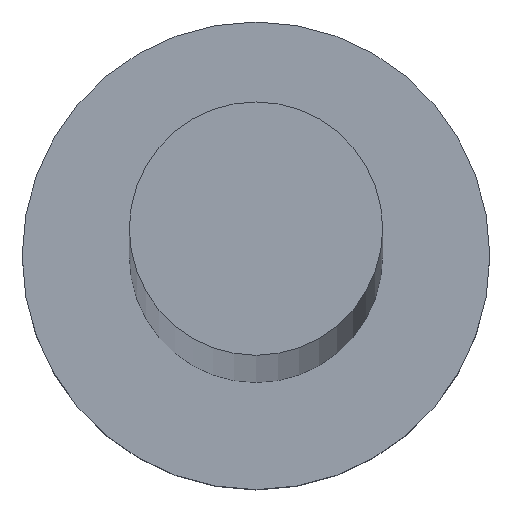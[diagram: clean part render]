
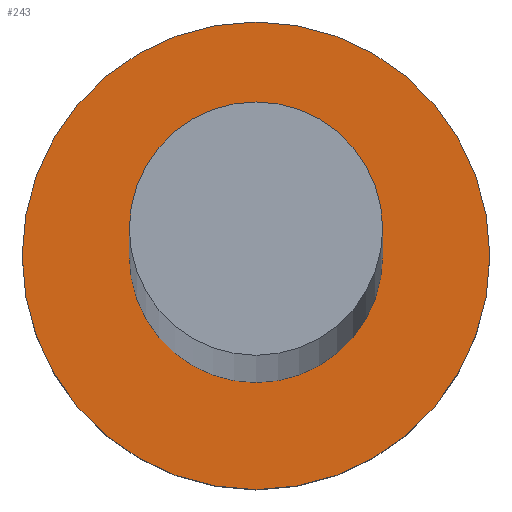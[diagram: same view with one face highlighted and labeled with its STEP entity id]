
A CAD part, top view. The second image highlights one B-rep face of the part: STEP entity #243.
In plain terms, the highlighted planar face has unit normal (0, 0, 1).
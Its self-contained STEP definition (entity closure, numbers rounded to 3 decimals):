
#3 = PLANE ( 'NONE',  #182 ) ;
#16 = CIRCLE ( 'NONE', #140, 6. ) ;
#17 = VERTEX_POINT ( 'NONE', #52 ) ;
#18 = EDGE_LOOP ( 'NONE', ( #22, #233 ) ) ;
#22 = ORIENTED_EDGE ( 'NONE', *, *, #232, .T. ) ;
#40 = DIRECTION ( 'NONE',  ( 0., 0., 1. ) ) ;
#46 = CARTESIAN_POINT ( 'NONE',  ( -6., 0., 5. ) ) ;
#49 = CIRCLE ( 'NONE', #114, 3.25 ) ;
#51 = EDGE_LOOP ( 'NONE', ( #197, #62 ) ) ;
#52 = CARTESIAN_POINT ( 'NONE',  ( -3.25, 0., 5. ) ) ;
#53 = DIRECTION ( 'NONE',  ( 1., 0., 0. ) ) ;
#55 = CARTESIAN_POINT ( 'NONE',  ( 0., 0., 5. ) ) ;
#62 = ORIENTED_EDGE ( 'NONE', *, *, #64, .F. ) ;
#64 = EDGE_CURVE ( 'NONE', #165, #17, #95, .T. ) ;
#75 = CARTESIAN_POINT ( 'NONE',  ( 6., 0., 5. ) ) ;
#77 = CARTESIAN_POINT ( 'NONE',  ( 0., 0., 5. ) ) ;
#89 = CARTESIAN_POINT ( 'NONE',  ( 0., 0., 5. ) ) ;
#95 = CIRCLE ( 'NONE', #159, 3.25 ) ;
#108 = CARTESIAN_POINT ( 'NONE',  ( 0., 0., 5. ) ) ;
#114 = AXIS2_PLACEMENT_3D ( 'NONE', #154, #156, #208 ) ;
#118 = FACE_OUTER_BOUND ( 'NONE', #18, .T. ) ;
#136 = AXIS2_PLACEMENT_3D ( 'NONE', #89, #169, #150 ) ;
#137 = DIRECTION ( 'NONE',  ( 1., 0., 0. ) ) ;
#140 = AXIS2_PLACEMENT_3D ( 'NONE', #55, #187, #255 ) ;
#150 = DIRECTION ( 'NONE',  ( 1., 0., 0. ) ) ;
#154 = CARTESIAN_POINT ( 'NONE',  ( 0., 0., 5. ) ) ;
#155 = CARTESIAN_POINT ( 'NONE',  ( 3.25, 0., 5. ) ) ;
#156 = DIRECTION ( 'NONE',  ( 0., 0., 1. ) ) ;
#159 = AXIS2_PLACEMENT_3D ( 'NONE', #108, #226, #137 ) ;
#165 = VERTEX_POINT ( 'NONE', #155 ) ;
#169 = DIRECTION ( 'NONE',  ( 0., 0., 1. ) ) ;
#177 = EDGE_CURVE ( 'NONE', #17, #165, #49, .T. ) ;
#179 = CIRCLE ( 'NONE', #136, 6. ) ;
#182 = AXIS2_PLACEMENT_3D ( 'NONE', #77, #40, #53 ) ;
#183 = VERTEX_POINT ( 'NONE', #46 ) ;
#184 = FACE_BOUND ( 'NONE', #51, .T. ) ;
#187 = DIRECTION ( 'NONE',  ( 0., 0., 1. ) ) ;
#197 = ORIENTED_EDGE ( 'NONE', *, *, #177, .F. ) ;
#208 = DIRECTION ( 'NONE',  ( 1., 0., 0. ) ) ;
#211 = EDGE_CURVE ( 'NONE', #221, #183, #179, .T. ) ;
#221 = VERTEX_POINT ( 'NONE', #75 ) ;
#226 = DIRECTION ( 'NONE',  ( 0., 0., 1. ) ) ;
#232 = EDGE_CURVE ( 'NONE', #183, #221, #16, .T. ) ;
#233 = ORIENTED_EDGE ( 'NONE', *, *, #211, .T. ) ;
#243 = ADVANCED_FACE ( 'NONE', ( #184, #118 ), #3, .T. ) ;
#255 = DIRECTION ( 'NONE',  ( 1., 0., 0. ) ) ;
